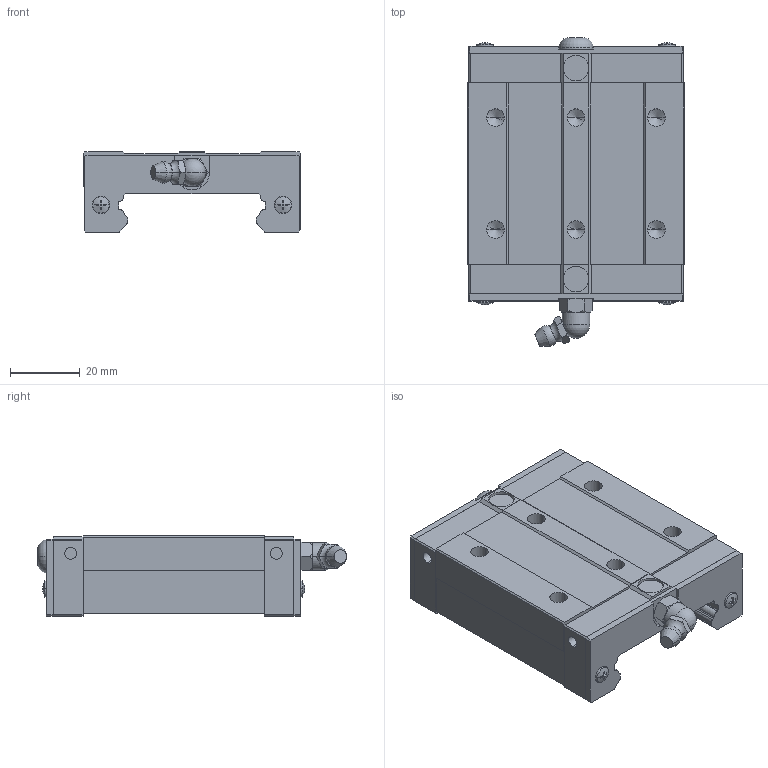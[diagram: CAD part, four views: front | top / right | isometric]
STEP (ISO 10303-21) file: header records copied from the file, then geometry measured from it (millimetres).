
FILE_DESCRIPTION(('STEP AP214'),'1');
FILE_NAME('cctmp_DEC810E8-B43C-4DB7-8250-B41D01E6798C_2020_5_14_10_18_55_213..stp','2020-05-14T08:18:55',('HIWIN GmbH'),('CADClick - www.CADClick.com'),'Spatial InterOp 3D',' ','unknown authorization');
FILE_SCHEMA(('AUTOMOTIVE_DESIGN'));
Length unit declared in the file: millimetre
Products named in the file (1): WEH27CAZ0H_FILE
Bounding box: 62 x 88.31 x 23 mm (x, y, z)
Volume: 68540.9 mm3; surface area: 17705.1 mm2
Topology: 1 solids, 5 shells, 345 faces, 902 edges, 574 vertices
Faces by surface type: plane 187, cylinder 88, cone 50, torus 18, sphere 2
Entity records: 13416 total; most frequent: CARTESIAN_POINT 2304, ORIENTED_EDGE 1776, DIRECTION 1714, EDGE_CURVE 888, AXIS2_PLACEMENT_3D 592, VERTEX_POINT 574, LINE 530, VECTOR 530
